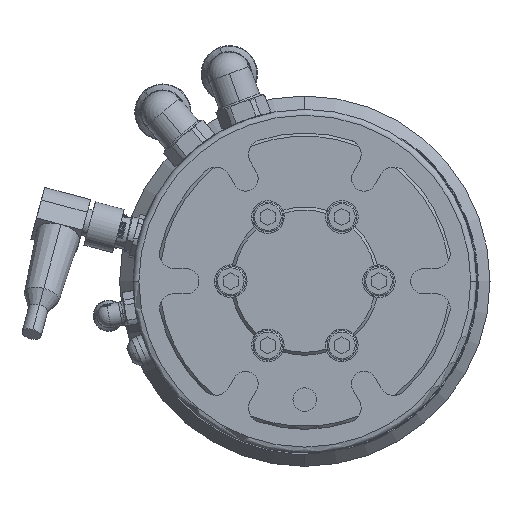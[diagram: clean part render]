
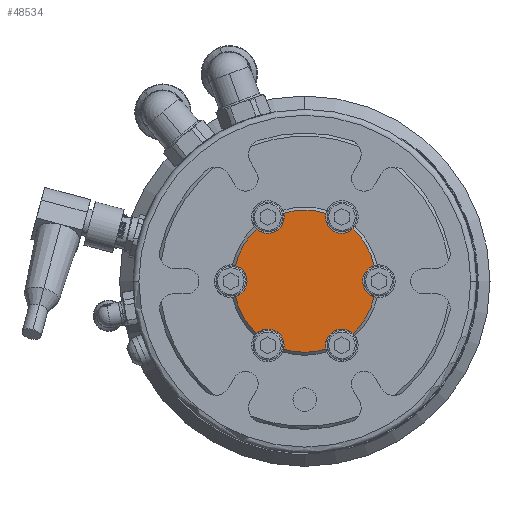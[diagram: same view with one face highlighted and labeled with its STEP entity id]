
A CAD part, front view. The second image highlights one B-rep face of the part: STEP entity #48534.
In plain terms, the highlighted face is planar.
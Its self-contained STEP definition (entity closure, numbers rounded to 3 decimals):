
#46072=CARTESIAN_POINT('',(0.,16.,0.));
#46073=DIRECTION('',(0.,1.,0.));
#46074=DIRECTION('',(0.219,0.,0.976));
#46075=AXIS2_PLACEMENT_3D('',#46072,#46073,#46074);
#46108=CARTESIAN_POINT('',(0.,16.,0.));
#46109=DIRECTION('',(0.,1.,0.));
#46110=DIRECTION('',(0.955,0.,0.298));
#46111=AXIS2_PLACEMENT_3D('',#46108,#46109,#46110);
#46134=CARTESIAN_POINT('',(0.,16.,0.));
#46135=DIRECTION('',(0.,1.,0.));
#46136=DIRECTION('',(0.735,0.,-0.678));
#46137=AXIS2_PLACEMENT_3D('',#46134,#46135,#46136);
#46170=CARTESIAN_POINT('',(0.,16.,0.));
#46171=DIRECTION('',(0.,1.,0.));
#46172=DIRECTION('',(-0.219,0.,-0.976));
#46173=AXIS2_PLACEMENT_3D('',#46170,#46171,#46172);
#46216=CARTESIAN_POINT('',(0.,16.,0.));
#46217=DIRECTION('',(0.,1.,0.));
#46218=DIRECTION('',(-0.955,0.,-0.298));
#46219=AXIS2_PLACEMENT_3D('',#46216,#46217,#46218);
#46234=CARTESIAN_POINT('',(0.,16.,0.));
#46235=DIRECTION('',(0.,1.,0.));
#46236=DIRECTION('',(-0.735,0.,0.678));
#46237=AXIS2_PLACEMENT_3D('',#46234,#46235,#46236);
#46282=CARTESIAN_POINT('',(-21.651,16.,12.5));
#46283=DIRECTION('',(0.,1.,0.));
#46284=DIRECTION('',(1.,0.,0.));
#46285=AXIS2_PLACEMENT_3D('',#46282,#46283,#46284);
#46290=CARTESIAN_POINT('',(-21.651,16.,-12.5));
#46291=DIRECTION('',(0.,1.,0.));
#46292=DIRECTION('',(-0.229,0.,0.973));
#46293=AXIS2_PLACEMENT_3D('',#46290,#46291,#46292);
#46298=CARTESIAN_POINT('',(-21.651,16.,-12.5));
#46299=DIRECTION('',(0.,1.,0.));
#46300=DIRECTION('',(1.,0.,0.));
#46301=AXIS2_PLACEMENT_3D('',#46298,#46299,#46300);
#46306=CARTESIAN_POINT('',(0.,16.,-25.));
#46307=DIRECTION('',(0.,1.,0.));
#46308=DIRECTION('',(-0.958,0.,0.288));
#46309=AXIS2_PLACEMENT_3D('',#46306,#46307,#46308);
#46314=CARTESIAN_POINT('',(21.651,16.,-12.5));
#46315=DIRECTION('',(0.,1.,0.));
#46316=DIRECTION('',(-0.728,0.,-0.685));
#46317=AXIS2_PLACEMENT_3D('',#46314,#46315,#46316);
#46322=CARTESIAN_POINT('',(21.651,16.,-12.5));
#46323=DIRECTION('',(0.,1.,0.));
#46324=DIRECTION('',(-1.,0.,0.));
#46325=AXIS2_PLACEMENT_3D('',#46322,#46323,#46324);
#46330=CARTESIAN_POINT('',(21.651,16.,12.5));
#46331=DIRECTION('',(0.,1.,0.));
#46332=DIRECTION('',(0.229,0.,-0.973));
#46333=AXIS2_PLACEMENT_3D('',#46330,#46331,#46332);
#46338=CARTESIAN_POINT('',(21.651,16.,12.5));
#46339=DIRECTION('',(0.,1.,0.));
#46340=DIRECTION('',(-1.,0.,0.));
#46341=AXIS2_PLACEMENT_3D('',#46338,#46339,#46340);
#46346=CARTESIAN_POINT('',(0.,16.,25.));
#46347=DIRECTION('',(0.,1.,0.));
#46348=DIRECTION('',(0.958,0.,-0.288));
#46349=AXIS2_PLACEMENT_3D('',#46346,#46347,#46348);
#46354=CARTESIAN_POINT('',(-21.651,16.,12.5));
#46355=DIRECTION('',(0.,1.,0.));
#46356=DIRECTION('',(0.728,0.,0.685));
#46357=AXIS2_PLACEMENT_3D('',#46354,#46355,#46356);
#47828=CARTESIAN_POINT('',(5.267,16.,23.415));
#47829=CARTESIAN_POINT('',(-5.267,16.,23.415));
#47830=VERTEX_POINT('',#47828);
#47831=VERTEX_POINT('',#47829);
#47842=CARTESIAN_POINT('',(22.911,16.,7.146));
#47843=CARTESIAN_POINT('',(16.151,16.,12.5));
#47844=VERTEX_POINT('',#47842);
#47845=VERTEX_POINT('',#47843);
#47846=CARTESIAN_POINT('',(17.645,16.,16.269));
#47847=VERTEX_POINT('',#47846);
#47858=CARTESIAN_POINT('',(17.645,16.,-16.269));
#47859=CARTESIAN_POINT('',(16.151,16.,-12.5));
#47860=VERTEX_POINT('',#47858);
#47861=VERTEX_POINT('',#47859);
#47862=CARTESIAN_POINT('',(22.911,16.,-7.146));
#47863=VERTEX_POINT('',#47862);
#47876=CARTESIAN_POINT('',(-5.267,16.,-23.415));
#47877=CARTESIAN_POINT('',(5.267,16.,-23.415));
#47878=VERTEX_POINT('',#47876);
#47879=VERTEX_POINT('',#47877);
#47888=CARTESIAN_POINT('',(-22.911,16.,-7.146));
#47889=CARTESIAN_POINT('',(-16.151,16.,-12.5));
#47890=VERTEX_POINT('',#47888);
#47891=VERTEX_POINT('',#47889);
#47900=CARTESIAN_POINT('',(-16.151,16.,12.5));
#47901=CARTESIAN_POINT('',(-22.911,16.,7.146));
#47902=VERTEX_POINT('',#47900);
#47903=VERTEX_POINT('',#47901);
#47904=CARTESIAN_POINT('',(-17.645,16.,16.269));
#47905=VERTEX_POINT('',#47904);
#47913=CARTESIAN_POINT('',(-17.645,16.,-16.269));
#47914=VERTEX_POINT('',#47913);
#48503=CARTESIAN_POINT('',(0.,16.,0.));
#48504=DIRECTION('',(0.,1.,0.));
#48505=DIRECTION('',(-1.,0.,0.));
#48506=AXIS2_PLACEMENT_3D('',#48503,#48504,#48505);
#48507=PLANE('',#48506);
#48509=ORIENTED_EDGE('',*,*,#48508,.T.);
#48510=ORIENTED_EDGE('',*,*,#48465,.F.);
#48512=ORIENTED_EDGE('',*,*,#48511,.T.);
#48514=ORIENTED_EDGE('',*,*,#48513,.T.);
#48515=ORIENTED_EDGE('',*,*,#48448,.F.);
#48517=ORIENTED_EDGE('',*,*,#48516,.T.);
#48518=ORIENTED_EDGE('',*,*,#48433,.F.);
#48520=ORIENTED_EDGE('',*,*,#48519,.T.);
#48522=ORIENTED_EDGE('',*,*,#48521,.T.);
#48523=ORIENTED_EDGE('',*,*,#48420,.F.);
#48525=ORIENTED_EDGE('',*,*,#48524,.T.);
#48526=ORIENTED_EDGE('',*,*,#48492,.T.);
#48527=ORIENTED_EDGE('',*,*,#48405,.F.);
#48528=ORIENTED_EDGE('',*,*,#48173,.T.);
#48529=ORIENTED_EDGE('',*,*,#48477,.F.);
#48531=ORIENTED_EDGE('',*,*,#48530,.T.);
#48532=EDGE_LOOP('',(#48509,#48510,#48512,#48514,#48515,#48517,#48518,#48520,
#48522,#48523,#48525,#48526,#48527,#48528,#48529,#48531));
#48533=FACE_OUTER_BOUND('',#48532,.F.);
#46076=CIRCLE('',#46075,24.);
#46112=CIRCLE('',#46111,24.);
#46138=CIRCLE('',#46137,24.);
#46174=CIRCLE('',#46173,24.);
#46220=CIRCLE('',#46219,24.);
#46238=CIRCLE('',#46237,24.);
#46286=CIRCLE('',#46285,5.5);
#46294=CIRCLE('',#46293,5.5);
#46302=CIRCLE('',#46301,5.5);
#46310=CIRCLE('',#46309,5.5);
#46318=CIRCLE('',#46317,5.5);
#46326=CIRCLE('',#46325,5.5);
#46334=CIRCLE('',#46333,5.5);
#46342=CIRCLE('',#46341,5.5);
#46350=CIRCLE('',#46349,5.5);
#46358=CIRCLE('',#46357,5.5);
#48173=EDGE_CURVE('',#47830,#47831,#46350,.T.);
#48405=EDGE_CURVE('',#47830,#47847,#46076,.T.);
#48420=EDGE_CURVE('',#47844,#47863,#46112,.T.);
#48433=EDGE_CURVE('',#47860,#47879,#46138,.T.);
#48448=EDGE_CURVE('',#47878,#47914,#46174,.T.);
#48465=EDGE_CURVE('',#47890,#47903,#46220,.T.);
#48477=EDGE_CURVE('',#47905,#47831,#46238,.T.);
#48492=EDGE_CURVE('',#47845,#47847,#46342,.T.);
#48508=EDGE_CURVE('',#47902,#47903,#46286,.T.);
#48511=EDGE_CURVE('',#47890,#47891,#46294,.T.);
#48513=EDGE_CURVE('',#47891,#47914,#46302,.T.);
#48516=EDGE_CURVE('',#47878,#47879,#46310,.T.);
#48519=EDGE_CURVE('',#47860,#47861,#46318,.T.);
#48521=EDGE_CURVE('',#47861,#47863,#46326,.T.);
#48524=EDGE_CURVE('',#47844,#47845,#46334,.T.);
#48530=EDGE_CURVE('',#47905,#47902,#46358,.T.);
#48534=ADVANCED_FACE('',(#48533),#48507,.T.);
